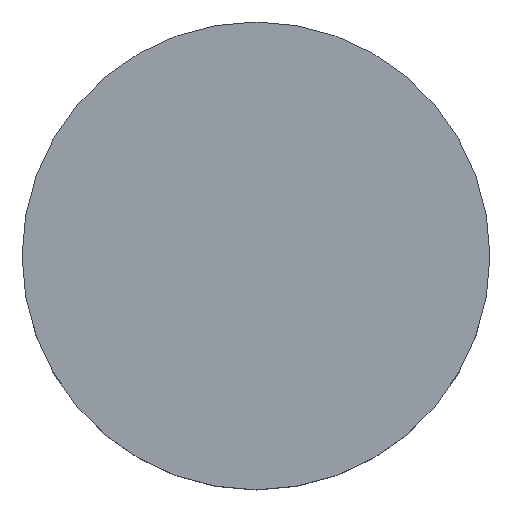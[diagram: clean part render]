
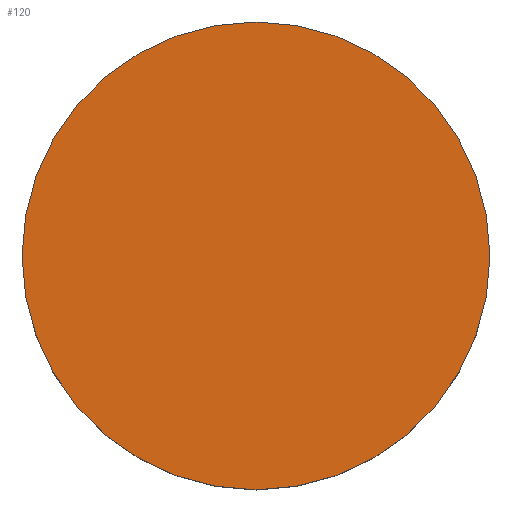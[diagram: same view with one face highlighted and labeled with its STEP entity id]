
A CAD part, top view. The second image highlights one B-rep face of the part: STEP entity #120.
In plain terms, the highlighted planar face has unit normal (0, 0, 1).
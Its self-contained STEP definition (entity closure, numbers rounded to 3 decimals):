
#3 = AXIS2_PLACEMENT_3D ( 'NONE', #41, #207, #205 ) ;
#39 = CARTESIAN_POINT ( 'NONE',  ( 0., 26.112, 1.9 ) ) ;
#40 = PLANE ( 'NONE',  #53 ) ;
#41 = CARTESIAN_POINT ( 'NONE',  ( 0., 0., 1.9 ) ) ;
#43 = EDGE_LOOP ( 'NONE', ( #160, #60 ) ) ;
#52 = FACE_OUTER_BOUND ( 'NONE', #43, .T. ) ;
#53 = AXIS2_PLACEMENT_3D ( 'NONE', #39, #227, #121 ) ;
#60 = ORIENTED_EDGE ( 'NONE', *, *, #141, .F. ) ;
#70 = CARTESIAN_POINT ( 'NONE',  ( 12.7, 0., 1.9 ) ) ;
#83 = DIRECTION ( 'NONE',  ( 0., 0., -1. ) ) ;
#116 = CARTESIAN_POINT ( 'NONE',  ( 0., 0., 1.9 ) ) ;
#120 = ADVANCED_FACE ( 'NONE', ( #52 ), #40, .T. ) ;
#121 = DIRECTION ( 'NONE',  ( 1., 0., 0. ) ) ;
#141 = EDGE_CURVE ( 'NONE', #169, #153, #188, .T. ) ;
#143 = CIRCLE ( 'NONE', #152, 12.7 ) ;
#152 = AXIS2_PLACEMENT_3D ( 'NONE', #116, #83, #195 ) ;
#153 = VERTEX_POINT ( 'NONE', #70 ) ;
#160 = ORIENTED_EDGE ( 'NONE', *, *, #225, .F. ) ;
#169 = VERTEX_POINT ( 'NONE', #204 ) ;
#188 = CIRCLE ( 'NONE', #3, 12.7 ) ;
#195 = DIRECTION ( 'NONE',  ( 1., 0., 0. ) ) ;
#204 = CARTESIAN_POINT ( 'NONE',  ( -12.7, 0., 1.9 ) ) ;
#205 = DIRECTION ( 'NONE',  ( 1., 0., 0. ) ) ;
#207 = DIRECTION ( 'NONE',  ( 0., 0., -1. ) ) ;
#225 = EDGE_CURVE ( 'NONE', #153, #169, #143, .T. ) ;
#227 = DIRECTION ( 'NONE',  ( 0., 0., 1. ) ) ;
